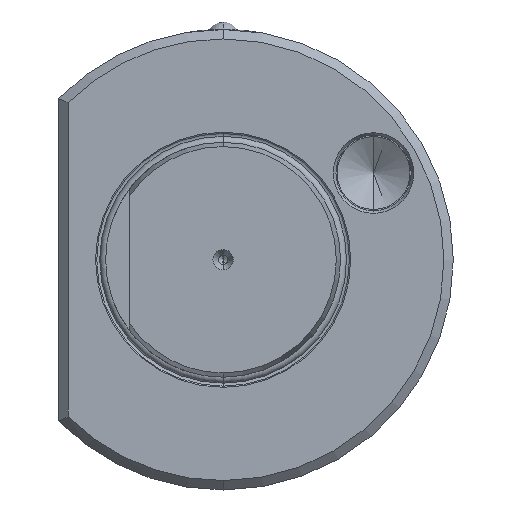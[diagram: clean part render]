
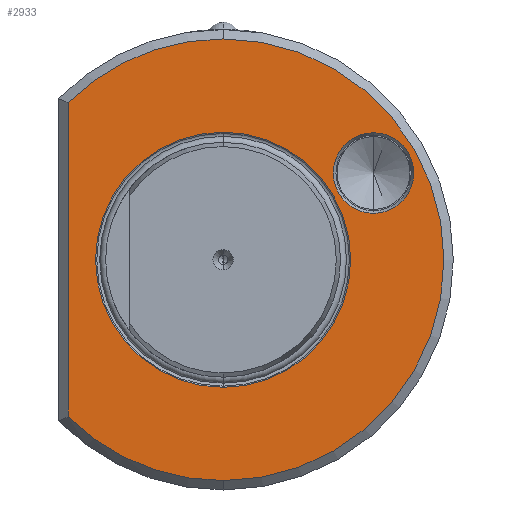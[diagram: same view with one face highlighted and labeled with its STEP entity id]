
A CAD part, left-side view. The second image highlights one B-rep face of the part: STEP entity #2933.
In plain terms, the highlighted planar face has unit normal (-1, 0, 0).
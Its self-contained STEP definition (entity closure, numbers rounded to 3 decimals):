
#24 = EDGE_LOOP ( 'NONE', ( #33929, #33945 ) ) ;
#35 = EDGE_LOOP ( 'NONE', ( #32890, #34032, #32898, #34001 ) ) ;
#60 = EDGE_LOOP ( 'NONE', ( #34052, #34049 ) ) ;
#1683 = CARTESIAN_POINT ( 'NONE',  ( 2., -32.01, 9.883 ) ) ;
#1739 = CARTESIAN_POINT ( 'NONE',  ( 2., -32.01, 27.037 ) ) ;
#2625 = CARTESIAN_POINT ( 'NONE',  ( 2., 33., -33.466 ) ) ;
#2659 = CARTESIAN_POINT ( 'NONE',  ( 2., 0., -47. ) ) ;
#2678 = CARTESIAN_POINT ( 'NONE',  ( 2., 33., 33.466 ) ) ;
#2687 = CARTESIAN_POINT ( 'NONE',  ( 2., 0., 47. ) ) ;
#2709 = CARTESIAN_POINT ( 'NONE',  ( 2., 0., 27.15 ) ) ;
#2713 = CARTESIAN_POINT ( 'NONE',  ( 2., 0., -27.15 ) ) ;
#2933 = ADVANCED_FACE ( 'NONE', ( #28122, #28119, #28115 ), #13067, .F. ) ;
#3687 = CARTESIAN_POINT ( 'NONE',  ( 2., -32.01, 18.46 ) ) ;
#3707 = DIRECTION ( 'NONE',  ( 1., 0., 0. ) ) ;
#3721 = DIRECTION ( 'NONE',  ( 0., 0., -1. ) ) ;
#4255 = DIRECTION ( 'NONE',  ( 0., 0., -1. ) ) ;
#4282 = DIRECTION ( 'NONE',  ( 1., 0., 0. ) ) ;
#4299 = CARTESIAN_POINT ( 'NONE',  ( 2., -32.01, 18.46 ) ) ;
#5109 = DIRECTION ( 'NONE',  ( 1., 0., 0. ) ) ;
#5121 = DIRECTION ( 'NONE',  ( 0., 0., -1. ) ) ;
#5140 = CARTESIAN_POINT ( 'NONE',  ( 2., 0., 0. ) ) ;
#11555 = DIRECTION ( 'NONE',  ( 1., 0., 0. ) ) ;
#11558 = DIRECTION ( 'NONE',  ( 0., 0., -1. ) ) ;
#11563 = CARTESIAN_POINT ( 'NONE',  ( 2., 0., 0. ) ) ;
#11619 = CARTESIAN_POINT ( 'NONE',  ( 2., 33., -31.369 ) ) ;
#11633 = DIRECTION ( 'NONE',  ( 0., 0., -1. ) ) ;
#11816 = AXIS2_PLACEMENT_3D ( 'NONE', #4299, #4282, #4255 ) ;
#11866 = AXIS2_PLACEMENT_3D ( 'NONE', #3687, #3707, #3721 ) ;
#12256 = EDGE_CURVE ( 'NONE', #28927, #28958, #17131, .T. ) ;
#12273 = EDGE_CURVE ( 'NONE', #28906, #28880, #17152, .T. ) ;
#12313 = AXIS2_PLACEMENT_3D ( 'NONE', #36978, #36991, #36988 ) ;
#12331 = EDGE_CURVE ( 'NONE', #28913, #28906, #17237, .T. ) ;
#12335 = AXIS2_PLACEMENT_3D ( 'NONE', #36893, #36836, #36895 ) ;
#12344 = AXIS2_PLACEMENT_3D ( 'NONE', #35629, #35633, #35611 ) ;
#12676 = AXIS2_PLACEMENT_3D ( 'NONE', #11563, #11555, #11558 ) ;
#12692 = AXIS2_PLACEMENT_3D ( 'NONE', #5140, #5109, #5121 ) ;
#13067 = PLANE ( 'NONE',  #18252 ) ;
#13069 = CARTESIAN_POINT ( 'NONE',  ( 2., 25., 0. ) ) ;
#13081 = DIRECTION ( 'NONE',  ( 1., 0., 0. ) ) ;
#13083 = DIRECTION ( 'NONE',  ( 0., 0., -1. ) ) ;
#17131 = CIRCLE ( 'NONE', #12335, 27.15 ) ;
#17152 = CIRCLE ( 'NONE', #12313, 47. ) ;
#17237 = CIRCLE ( 'NONE', #12344, 47. ) ;
#18252 = AXIS2_PLACEMENT_3D ( 'NONE', #13069, #13081, #13083 ) ;
#18589 = EDGE_CURVE ( 'NONE', #28880, #28842, #19745, .T. ) ;
#18593 = EDGE_CURVE ( 'NONE', #28913, #28842, #19769, .T. ) ;
#18654 = EDGE_CURVE ( 'NONE', #28958, #28927, #19825, .T. ) ;
#18715 = EDGE_CURVE ( 'NONE', #37562, #37574, #19850, .T. ) ;
#18833 = EDGE_CURVE ( 'NONE', #37574, #37562, #19965, .T. ) ;
#19745 = CIRCLE ( 'NONE', #12676, 47. ) ;
#19762 = VECTOR ( 'NONE', #11633, 1000. ) ;
#19769 = LINE ( 'NONE', #11619, #19762 ) ;
#19825 = CIRCLE ( 'NONE', #12692, 27.15 ) ;
#19850 = CIRCLE ( 'NONE', #11816, 8.577 ) ;
#19965 = CIRCLE ( 'NONE', #11866, 8.577 ) ;
#28115 = FACE_OUTER_BOUND ( 'NONE', #35, .T. ) ;
#28119 = FACE_BOUND ( 'NONE', #60, .T. ) ;
#28122 = FACE_BOUND ( 'NONE', #24, .T. ) ;
#28842 = VERTEX_POINT ( 'NONE', #2625 ) ;
#28880 = VERTEX_POINT ( 'NONE', #2659 ) ;
#28906 = VERTEX_POINT ( 'NONE', #2687 ) ;
#28913 = VERTEX_POINT ( 'NONE', #2678 ) ;
#28927 = VERTEX_POINT ( 'NONE', #2709 ) ;
#28958 = VERTEX_POINT ( 'NONE', #2713 ) ;
#32890 = ORIENTED_EDGE ( 'NONE', *, *, #12331, .F. ) ;
#32898 = ORIENTED_EDGE ( 'NONE', *, *, #18589, .F. ) ;
#33929 = ORIENTED_EDGE ( 'NONE', *, *, #12256, .T. ) ;
#33945 = ORIENTED_EDGE ( 'NONE', *, *, #18654, .T. ) ;
#34001 = ORIENTED_EDGE ( 'NONE', *, *, #12273, .F. ) ;
#34032 = ORIENTED_EDGE ( 'NONE', *, *, #18593, .T. ) ;
#34049 = ORIENTED_EDGE ( 'NONE', *, *, #18715, .T. ) ;
#34052 = ORIENTED_EDGE ( 'NONE', *, *, #18833, .T. ) ;
#35611 = DIRECTION ( 'NONE',  ( 0., 0., -1. ) ) ;
#35629 = CARTESIAN_POINT ( 'NONE',  ( 2., 0., 0. ) ) ;
#35633 = DIRECTION ( 'NONE',  ( 1., 0., 0. ) ) ;
#36836 = DIRECTION ( 'NONE',  ( 1., 0., 0. ) ) ;
#36893 = CARTESIAN_POINT ( 'NONE',  ( 2., 0., 0. ) ) ;
#36895 = DIRECTION ( 'NONE',  ( 0., 0., -1. ) ) ;
#36978 = CARTESIAN_POINT ( 'NONE',  ( 2., 0., 0. ) ) ;
#36988 = DIRECTION ( 'NONE',  ( 0., 0., -1. ) ) ;
#36991 = DIRECTION ( 'NONE',  ( 1., 0., 0. ) ) ;
#37562 = VERTEX_POINT ( 'NONE', #1683 ) ;
#37574 = VERTEX_POINT ( 'NONE', #1739 ) ;
